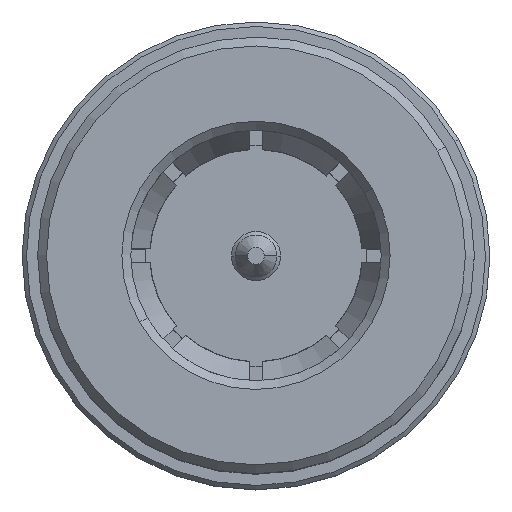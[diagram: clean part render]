
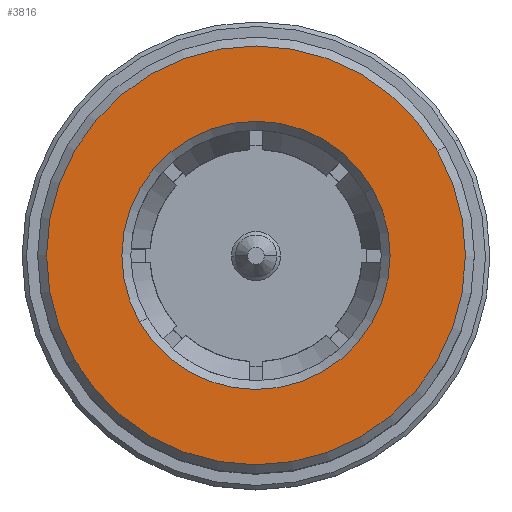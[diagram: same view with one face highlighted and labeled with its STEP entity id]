
A CAD part, top view. The second image highlights one B-rep face of the part: STEP entity #3816.
In plain terms, the highlighted planar face has unit normal (0, 0, 1).
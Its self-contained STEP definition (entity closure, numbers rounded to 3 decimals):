
#110 = CIRCLE ( 'NONE', #5342, 3.01 ) ;
#124 = DIRECTION ( 'NONE',  ( 0., 0., -1. ) ) ;
#188 = CARTESIAN_POINT ( 'NONE',  ( 0., 0., 2.85 ) ) ;
#195 = CARTESIAN_POINT ( 'NONE',  ( -1.4, 2.436, 2.85 ) ) ;
#286 = ORIENTED_EDGE ( 'NONE', *, *, #2404, .T. ) ;
#366 = CIRCLE ( 'NONE', #5684, 3.01 ) ;
#505 = EDGE_CURVE ( 'NONE', #4260, #1114, #366, .T. ) ;
#843 = DIRECTION ( 'NONE',  ( 0.867, 0.498, 0. ) ) ;
#1002 = CARTESIAN_POINT ( 'NONE',  ( -4.075, -2.342, 2.85 ) ) ;
#1114 = VERTEX_POINT ( 'NONE', #1150 ) ;
#1146 = DIRECTION ( 'NONE',  ( 0., 0., 1. ) ) ;
#1150 = CARTESIAN_POINT ( 'NONE',  ( -2.61, -1.5, 2.85 ) ) ;
#1369 = CARTESIAN_POINT ( 'NONE',  ( 0., 0., 2.85 ) ) ;
#1422 = CIRCLE ( 'NONE', #5960, 4.7 ) ;
#1560 = CARTESIAN_POINT ( 'NONE',  ( 4.075, 2.342, 2.85 ) ) ;
#1772 = VERTEX_POINT ( 'NONE', #1002 ) ;
#2019 = DIRECTION ( 'NONE',  ( 0.867, 0.498, 0. ) ) ;
#2094 = PLANE ( 'NONE',  #7023 ) ;
#2096 = FACE_BOUND ( 'NONE', #2201, .T. ) ;
#2201 = EDGE_LOOP ( 'NONE', ( #6437, #5356 ) ) ;
#2312 = ORIENTED_EDGE ( 'NONE', *, *, #6487, .T. ) ;
#2404 = EDGE_CURVE ( 'NONE', #7187, #1772, #1422, .T. ) ;
#2511 = CARTESIAN_POINT ( 'NONE',  ( 0., 0., 2.85 ) ) ;
#3107 = DIRECTION ( 'NONE',  ( 0., 0., 1. ) ) ;
#3647 = FACE_OUTER_BOUND ( 'NONE', #4983, .T. ) ;
#3816 = ADVANCED_FACE ( 'NONE', ( #2096, #3647 ), #2094, .T. ) ;
#4260 = VERTEX_POINT ( 'NONE', #6890 ) ;
#4757 = DIRECTION ( 'NONE',  ( 0., 0., 1. ) ) ;
#4983 = EDGE_LOOP ( 'NONE', ( #2312, #286 ) ) ;
#5342 = AXIS2_PLACEMENT_3D ( 'NONE', #1369, #5879, #2019 ) ;
#5356 = ORIENTED_EDGE ( 'NONE', *, *, #8049, .T. ) ;
#5563 = DIRECTION ( 'NONE',  ( 0.867, 0.498, 0. ) ) ;
#5616 = DIRECTION ( 'NONE',  ( 0.867, 0.498, 0. ) ) ;
#5684 = AXIS2_PLACEMENT_3D ( 'NONE', #188, #124, #5616 ) ;
#5879 = DIRECTION ( 'NONE',  ( 0., 0., -1. ) ) ;
#5960 = AXIS2_PLACEMENT_3D ( 'NONE', #2511, #1146, #5563 ) ;
#6146 = CIRCLE ( 'NONE', #6390, 4.7 ) ;
#6390 = AXIS2_PLACEMENT_3D ( 'NONE', #6954, #3107, #7597 ) ;
#6437 = ORIENTED_EDGE ( 'NONE', *, *, #505, .T. ) ;
#6487 = EDGE_CURVE ( 'NONE', #1772, #7187, #6146, .T. ) ;
#6890 = CARTESIAN_POINT ( 'NONE',  ( 2.61, 1.5, 2.85 ) ) ;
#6954 = CARTESIAN_POINT ( 'NONE',  ( 0., 0., 2.85 ) ) ;
#7023 = AXIS2_PLACEMENT_3D ( 'NONE', #195, #4757, #843 ) ;
#7187 = VERTEX_POINT ( 'NONE', #1560 ) ;
#7597 = DIRECTION ( 'NONE',  ( 0.867, 0.498, 0. ) ) ;
#8049 = EDGE_CURVE ( 'NONE', #1114, #4260, #110, .T. ) ;
